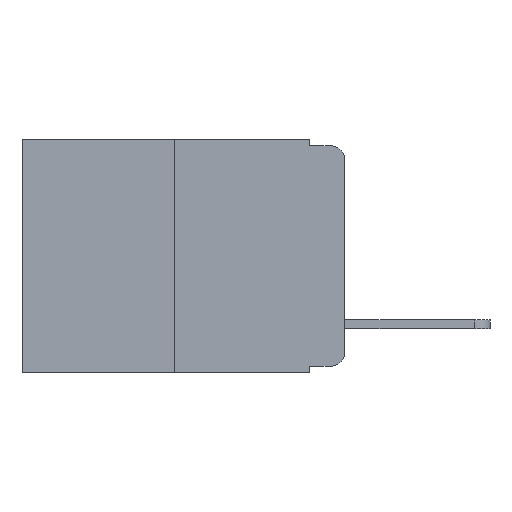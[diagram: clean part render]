
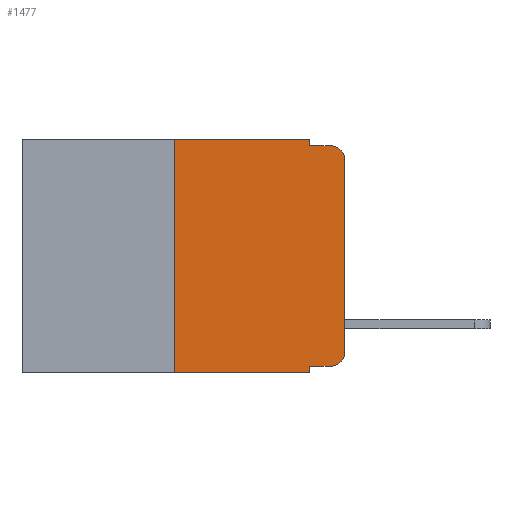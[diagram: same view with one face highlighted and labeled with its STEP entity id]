
A CAD part, left-side view. The second image highlights one B-rep face of the part: STEP entity #1477.
In plain terms, the highlighted planar face has unit normal (-1, 0, 0).
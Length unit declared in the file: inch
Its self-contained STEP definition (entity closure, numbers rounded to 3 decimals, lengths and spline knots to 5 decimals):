
#152 = CARTESIAN_POINT ( 'NONE',  ( 0., 0.473, 0. ) ) ;
#362 = VERTEX_POINT ( 'NONE', #9771 ) ;
#395 = AXIS2_PLACEMENT_3D ( 'NONE', #7860, #6188, #6163 ) ;
#399 = AXIS2_PLACEMENT_3D ( 'NONE', #6870, #6868, #6849 ) ;
#743 = CARTESIAN_POINT ( 'NONE',  ( 0., 0., 0. ) ) ;
#778 = CARTESIAN_POINT ( 'NONE',  ( 0., 0.25, -0.343 ) ) ;
#815 = DIRECTION ( 'NONE',  ( 0., -1., 0. ) ) ;
#836 = VERTEX_POINT ( 'NONE', #9476 ) ;
#838 = DIRECTION ( 'NONE',  ( 0., 0., 1. ) ) ;
#924 = DIRECTION ( 'NONE',  ( 0., 0., -1. ) ) ;
#1011 = VERTEX_POINT ( 'NONE', #1493 ) ;
#1477 = ADVANCED_FACE ( 'NONE', ( #4437 ), #4957, .F. ) ;
#1486 = VERTEX_POINT ( 'NONE', #4640 ) ;
#1493 = CARTESIAN_POINT ( 'NONE',  ( 0., 0.051, -0.343 ) ) ;
#1504 = ORIENTED_EDGE ( 'NONE', *, *, #3420, .T. ) ;
#1524 = ORIENTED_EDGE ( 'NONE', *, *, #3434, .T. ) ;
#1689 = ORIENTED_EDGE ( 'NONE', *, *, #3436, .F. ) ;
#1711 = ORIENTED_EDGE ( 'NONE', *, *, #3447, .F. ) ;
#1728 = ORIENTED_EDGE ( 'NONE', *, *, #3032, .F. ) ;
#1816 = ORIENTED_EDGE ( 'NONE', *, *, #6896, .F. ) ;
#1951 = ORIENTED_EDGE ( 'NONE', *, *, #3283, .T. ) ;
#1994 = VERTEX_POINT ( 'NONE', #6987 ) ;
#2030 = ORIENTED_EDGE ( 'NONE', *, *, #3451, .F. ) ;
#2161 = ORIENTED_EDGE ( 'NONE', *, *, #3463, .T. ) ;
#2271 = ORIENTED_EDGE ( 'NONE', *, *, #3482, .T. ) ;
#2430 = VERTEX_POINT ( 'NONE', #6486 ) ;
#2486 = VECTOR ( 'NONE', #4838, 39.37008 ) ;
#2513 = CARTESIAN_POINT ( 'NONE',  ( 0., 0.473, 0. ) ) ;
#2829 = LINE ( 'NONE', #3883, #2486 ) ;
#2946 = VERTEX_POINT ( 'NONE', #5333 ) ;
#3032 = EDGE_CURVE ( 'NONE', #8767, #2946, #4898, .T. ) ;
#3283 = EDGE_CURVE ( 'NONE', #7560, #1011, #4323, .T. ) ;
#3420 = EDGE_CURVE ( 'NONE', #8713, #362, #3928, .T. ) ;
#3434 = EDGE_CURVE ( 'NONE', #362, #836, #3880, .T. ) ;
#3436 = EDGE_CURVE ( 'NONE', #1994, #836, #3915, .T. ) ;
#3447 = EDGE_CURVE ( 'NONE', #2946, #1994, #3853, .T. ) ;
#3451 = EDGE_CURVE ( 'NONE', #1486, #1011, #3839, .T. ) ;
#3463 = EDGE_CURVE ( 'NONE', #1486, #2430, #3761, .T. ) ;
#3482 = EDGE_CURVE ( 'NONE', #2430, #8713, #3784, .T. ) ;
#3761 = LINE ( 'NONE', #7790, #3807 ) ;
#3771 = VECTOR ( 'NONE', #924, 39.37008 ) ;
#3784 = CIRCLE ( 'NONE', #395, 0.02 ) ;
#3796 = VECTOR ( 'NONE', #7561, 39.37008 ) ;
#3807 = VECTOR ( 'NONE', #7789, 39.37008 ) ;
#3817 = VECTOR ( 'NONE', #815, 39.37008 ) ;
#3839 = LINE ( 'NONE', #7837, #3771 ) ;
#3853 = LINE ( 'NONE', #8237, #3796 ) ;
#3866 = VECTOR ( 'NONE', #838, 39.37008 ) ;
#3880 = CIRCLE ( 'NONE', #399, 0.02 ) ;
#3883 = CARTESIAN_POINT ( 'NONE',  ( 0., 0.25, 0. ) ) ;
#3915 = LINE ( 'NONE', #8148, #3817 ) ;
#3928 = LINE ( 'NONE', #743, #3866 ) ;
#4072 = CARTESIAN_POINT ( 'NONE',  ( 0., 0.25, 0. ) ) ;
#4180 = DIRECTION ( 'NONE',  ( 1., 0., 0. ) ) ;
#4310 = VECTOR ( 'NONE', #6808, 39.37008 ) ;
#4323 = LINE ( 'NONE', #9324, #4310 ) ;
#4437 = FACE_OUTER_BOUND ( 'NONE', #5062, .T. ) ;
#4640 = CARTESIAN_POINT ( 'NONE',  ( 0., 0.051, -0.333 ) ) ;
#4656 = DIRECTION ( 'NONE',  ( 0., 0., -1. ) ) ;
#4708 = DIRECTION ( 'NONE',  ( 0., -1., 0. ) ) ;
#4838 = DIRECTION ( 'NONE',  ( 0., 0., 1. ) ) ;
#4877 = VECTOR ( 'NONE', #4708, 39.37008 ) ;
#4898 = LINE ( 'NONE', #2513, #4877 ) ;
#4957 = PLANE ( 'NONE',  #8566 ) ;
#5062 = EDGE_LOOP ( 'NONE', ( #1504, #1524, #1689, #1711, #1728, #1816, #1951, #2030, #2161, #2271 ) ) ;
#5333 = CARTESIAN_POINT ( 'NONE',  ( 0., 0.051, 0. ) ) ;
#6163 = DIRECTION ( 'NONE',  ( 0., 0., -1. ) ) ;
#6188 = DIRECTION ( 'NONE',  ( -1., 0., 0. ) ) ;
#6486 = CARTESIAN_POINT ( 'NONE',  ( 0., 0.02, -0.333 ) ) ;
#6808 = DIRECTION ( 'NONE',  ( 0., -1., 0. ) ) ;
#6849 = DIRECTION ( 'NONE',  ( 0., 0., -1. ) ) ;
#6868 = DIRECTION ( 'NONE',  ( -1., 0., 0. ) ) ;
#6870 = CARTESIAN_POINT ( 'NONE',  ( 0., 0.02, -0.03 ) ) ;
#6896 = EDGE_CURVE ( 'NONE', #7560, #8767, #2829, .T. ) ;
#6987 = CARTESIAN_POINT ( 'NONE',  ( 0., 0.051, -0.01 ) ) ;
#7560 = VERTEX_POINT ( 'NONE', #778 ) ;
#7561 = DIRECTION ( 'NONE',  ( 0., 0., -1. ) ) ;
#7745 = CARTESIAN_POINT ( 'NONE',  ( 0., 0., -0.313 ) ) ;
#7789 = DIRECTION ( 'NONE',  ( 0., -1., 0. ) ) ;
#7790 = CARTESIAN_POINT ( 'NONE',  ( 0., 0.051, -0.333 ) ) ;
#7837 = CARTESIAN_POINT ( 'NONE',  ( 0., 0.051, 0. ) ) ;
#7860 = CARTESIAN_POINT ( 'NONE',  ( 0., 0.02, -0.313 ) ) ;
#8148 = CARTESIAN_POINT ( 'NONE',  ( 0., 0.051, -0.01 ) ) ;
#8237 = CARTESIAN_POINT ( 'NONE',  ( 0., 0.051, 0. ) ) ;
#8566 = AXIS2_PLACEMENT_3D ( 'NONE', #152, #4180, #4656 ) ;
#8713 = VERTEX_POINT ( 'NONE', #7745 ) ;
#8767 = VERTEX_POINT ( 'NONE', #4072 ) ;
#9324 = CARTESIAN_POINT ( 'NONE',  ( 0., 0.473, -0.343 ) ) ;
#9476 = CARTESIAN_POINT ( 'NONE',  ( 0., 0.02, -0.01 ) ) ;
#9771 = CARTESIAN_POINT ( 'NONE',  ( 0., 0., -0.03 ) ) ;
